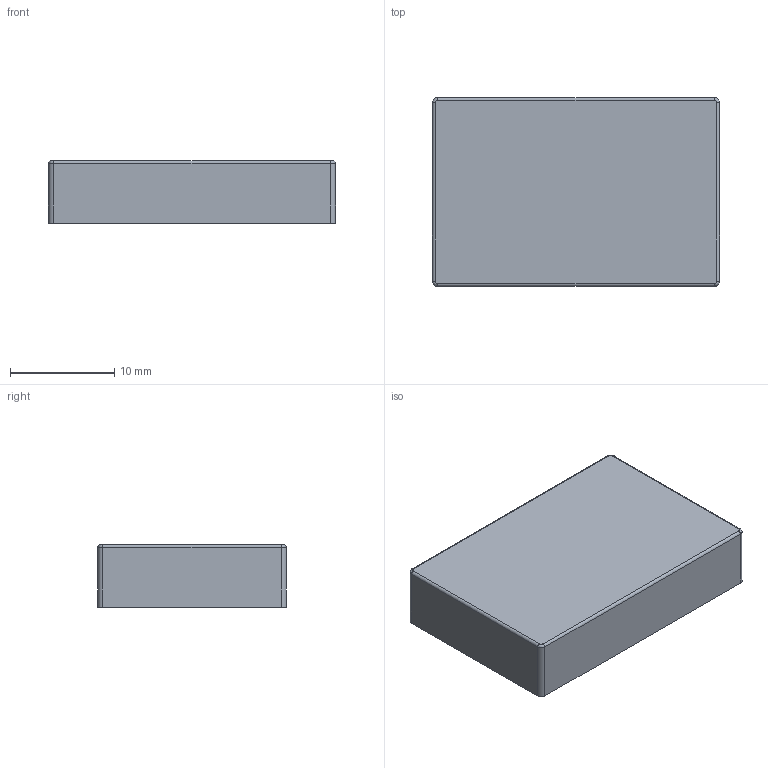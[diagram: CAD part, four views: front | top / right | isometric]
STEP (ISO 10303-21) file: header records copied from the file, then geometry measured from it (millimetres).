
FILE_DESCRIPTION(/* description */ (''),/* implementation_level */ '2;1');
FILE_NAME(/* name */ '1.5u flat keycap.step',/* time_stamp */ '2023-09-07T16:31:58-05:00',/* author */ (''),/* organization */ (''),/* preprocessor_version */ 'ST-DEVELOPER v20',/* originating_system */ 'Autodesk Translation Framework v12.9.0.99',/* authorisation */ '');
FILE_SCHEMA (('AUTOMOTIVE_DESIGN { 1 0 10303 214 3 1 1 }'));
Length unit declared in the file: millimetre
Products named in the file (3): Cherry Keycaps Full; Cherry Keycaps Full_1; R3_1.5u
Assembly tree (2 placements, depth 3):
  Cherry Keycaps Full
    Cherry Keycaps Full_1
      R3_1.5u
Bounding box: 27.51 x 18.08 x 6 mm (x, y, z)
Volume: 1362.9 mm3; surface area: 1998.5 mm2
Topology: 1 solids, 1 shells, 50 faces, 115 edges, 70 vertices
Faces by surface type: plane 37, cylinder 9, bspline 4
Full cylindrical faces by diameter (mm): 5.5 x1
Entity records: 1477 total; most frequent: CARTESIAN_POINT 272, DIRECTION 239, ORIENTED_EDGE 230, EDGE_CURVE 115, LINE 93, VECTOR 93, AXIS2_PLACEMENT_3D 73, VERTEX_POINT 70
